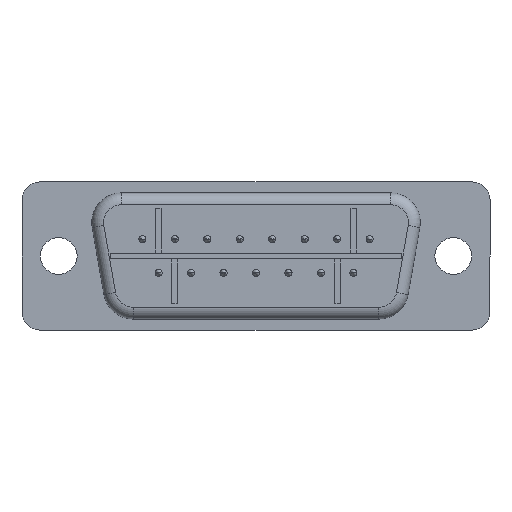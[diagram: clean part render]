
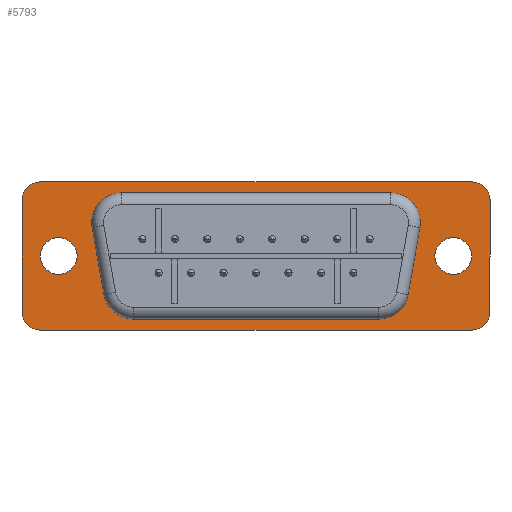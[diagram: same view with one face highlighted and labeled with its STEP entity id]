
A CAD part, front view. The second image highlights one B-rep face of the part: STEP entity #5793.
In plain terms, the highlighted planar face has unit normal (0, -1, 0).
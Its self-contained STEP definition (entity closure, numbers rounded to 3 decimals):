
#5389=CARTESIAN_POINT('',(15.1,8.927,-0.8));
#5390=VERTEX_POINT('',#5389);
#5406=CARTESIAN_POINT('',(18.2,8.927,-0.8));
#5407=VERTEX_POINT('',#5406);
#5414=CARTESIAN_POINT('',(16.65,8.927,-0.8));
#5415=DIRECTION('',(0.0,1.0,0.0));
#5416=DIRECTION('',(-1.0,0.0,0.0));
#5417=AXIS2_PLACEMENT_3D('',#5414,#5415,#5416);
#5418=CIRCLE('',#5417,1.55);
#5419=EDGE_CURVE('',#5390,#5407,#5418,.T.);
#5431=CARTESIAN_POINT('',(-18.2,8.927,-0.8));
#5432=VERTEX_POINT('',#5431);
#5448=CARTESIAN_POINT('',(-15.1,8.927,-0.8));
#5449=VERTEX_POINT('',#5448);
#5456=CARTESIAN_POINT('',(-16.65,8.927,-0.8));
#5457=DIRECTION('',(0.0,1.0,0.0));
#5458=DIRECTION('',(-1.0,0.0,0.0));
#5459=AXIS2_PLACEMENT_3D('',#5456,#5457,#5458);
#5460=CIRCLE('',#5459,1.55);
#5461=EDGE_CURVE('',#5432,#5449,#5460,.T.);
#5472=CARTESIAN_POINT('',(-16.65,8.927,-0.8));
#5473=DIRECTION('',(0.0,1.0,0.0));
#5474=DIRECTION('',(-1.0,0.0,0.0));
#5475=AXIS2_PLACEMENT_3D('',#5472,#5473,#5474);
#5476=CIRCLE('',#5475,1.55);
#5477=EDGE_CURVE('',#5449,#5432,#5476,.T.);
#5496=CARTESIAN_POINT('',(16.65,8.927,-0.8));
#5497=DIRECTION('',(0.0,1.0,0.0));
#5498=DIRECTION('',(-1.0,0.0,0.0));
#5499=AXIS2_PLACEMENT_3D('',#5496,#5497,#5498);
#5500=CIRCLE('',#5499,1.55);
#5501=EDGE_CURVE('',#5407,#5390,#5500,.T.);
#5519=CARTESIAN_POINT('',(-18.25,8.927,5.45));
#5520=VERTEX_POINT('',#5519);
#5521=CARTESIAN_POINT('',(18.25,8.927,5.45));
#5522=VERTEX_POINT('',#5521);
#5523=CARTESIAN_POINT('',(-18.25,8.927,5.45));
#5524=DIRECTION('',(1.0,0.0,0.0));
#5525=VECTOR('',#5524,36.5);
#5526=LINE('',#5523,#5525);
#5527=EDGE_CURVE('',#5520,#5522,#5526,.T.);
#5559=CARTESIAN_POINT('',(19.75,8.927,3.95));
#5560=VERTEX_POINT('',#5559);
#5561=CARTESIAN_POINT('',(18.25,8.927,3.95));
#5562=DIRECTION('',(0.,1.0,0.));
#5563=DIRECTION('',(0.707,0.,0.707));
#5564=AXIS2_PLACEMENT_3D('',#5561,#5562,#5563);
#5565=CIRCLE('',#5564,1.5);
#5566=EDGE_CURVE('',#5522,#5560,#5565,.T.);
#5592=CARTESIAN_POINT('',(19.75,8.927,-5.55));
#5593=VERTEX_POINT('',#5592);
#5594=CARTESIAN_POINT('',(19.75,8.927,3.95));
#5595=DIRECTION('',(0.0,0.0,-1.0));
#5596=VECTOR('',#5595,9.5);
#5597=LINE('',#5594,#5596);
#5598=EDGE_CURVE('',#5560,#5593,#5597,.T.);
#5623=CARTESIAN_POINT('',(18.25,8.927,-7.05));
#5624=VERTEX_POINT('',#5623);
#5625=CARTESIAN_POINT('',(18.25,8.927,-5.55));
#5626=DIRECTION('',(0.,1.0,0.));
#5627=DIRECTION('',(0.707,0.,-0.707));
#5628=AXIS2_PLACEMENT_3D('',#5625,#5626,#5627);
#5629=CIRCLE('',#5628,1.5);
#5630=EDGE_CURVE('',#5593,#5624,#5629,.T.);
#5656=CARTESIAN_POINT('',(-18.25,8.927,-7.05));
#5657=VERTEX_POINT('',#5656);
#5658=CARTESIAN_POINT('',(18.25,8.927,-7.05));
#5659=DIRECTION('',(-1.0,0.0,0.0));
#5660=VECTOR('',#5659,36.5);
#5661=LINE('',#5658,#5660);
#5662=EDGE_CURVE('',#5624,#5657,#5661,.T.);
#5687=CARTESIAN_POINT('',(-19.75,8.927,-5.55));
#5688=VERTEX_POINT('',#5687);
#5689=CARTESIAN_POINT('',(-18.25,8.927,-5.55));
#5690=DIRECTION('',(0.,1.,0.));
#5691=DIRECTION('',(-0.707,0.,-0.707));
#5692=AXIS2_PLACEMENT_3D('',#5689,#5690,#5691);
#5693=CIRCLE('',#5692,1.5);
#5694=EDGE_CURVE('',#5657,#5688,#5693,.T.);
#5720=CARTESIAN_POINT('',(-19.75,8.927,3.95));
#5721=VERTEX_POINT('',#5720);
#5722=CARTESIAN_POINT('',(-19.75,8.927,-5.55));
#5723=DIRECTION('',(0.0,0.0,1.0));
#5724=VECTOR('',#5723,9.5);
#5725=LINE('',#5722,#5724);
#5726=EDGE_CURVE('',#5688,#5721,#5725,.T.);
#5751=CARTESIAN_POINT('',(-18.25,8.927,3.95));
#5752=DIRECTION('',(0.,1.0,0.));
#5753=DIRECTION('',(-0.707,0.,0.707));
#5754=AXIS2_PLACEMENT_3D('',#5751,#5752,#5753);
#5755=CIRCLE('',#5754,1.5);
#5756=EDGE_CURVE('',#5721,#5520,#5755,.T.);
#5770=CARTESIAN_POINT('',(0.,8.927,-0.8));
#5771=DIRECTION('',(0.0,1.0,0.0));
#5772=DIRECTION('',(-1.0,0.0,0.0));
#5773=AXIS2_PLACEMENT_3D('',#5770,#5771,#5772);
#5774=PLANE('',#5773);
#5775=ORIENTED_EDGE('',*,*,#5527,.F.);
#5776=ORIENTED_EDGE('',*,*,#5756,.F.);
#5777=ORIENTED_EDGE('',*,*,#5726,.F.);
#5778=ORIENTED_EDGE('',*,*,#5694,.F.);
#5779=ORIENTED_EDGE('',*,*,#5662,.F.);
#5780=ORIENTED_EDGE('',*,*,#5630,.F.);
#5781=ORIENTED_EDGE('',*,*,#5598,.F.);
#5782=ORIENTED_EDGE('',*,*,#5566,.F.);
#5783=EDGE_LOOP('',(#5775,#5776,#5777,#5778,#5779,#5780,#5781,#5782));
#5784=FACE_OUTER_BOUND('',#5783,.T.);
#5785=ORIENTED_EDGE('',*,*,#5461,.T.);
#5786=ORIENTED_EDGE('',*,*,#5477,.T.);
#5787=EDGE_LOOP('',(#5785,#5786));
#5788=FACE_BOUND('',#5787,.T.);
#5789=ORIENTED_EDGE('',*,*,#5419,.T.);
#5790=ORIENTED_EDGE('',*,*,#5501,.T.);
#5791=EDGE_LOOP('',(#5789,#5790));
#5792=FACE_BOUND('',#5791,.T.);
#5793=ADVANCED_FACE('',(#5784,#5788,#5792),#5774,.F.);
